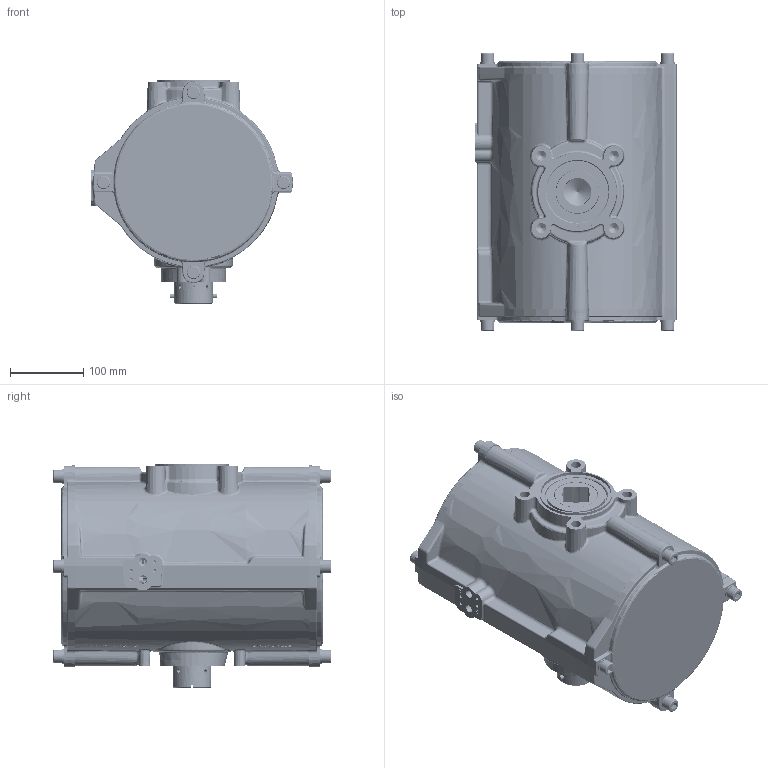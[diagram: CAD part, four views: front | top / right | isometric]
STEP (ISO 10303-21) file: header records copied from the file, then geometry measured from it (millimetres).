
FILE_DESCRIPTION((''),'2;1');
FILE_NAME('RD5205014000000.stp','2011-10-31T11:48:39',('ggavali'),(''),'Autodesk Inventor 2008','Autodesk Inventor 2008','');
FILE_SCHEMA(('AUTOMOTIVE_DESIGN { 1 0 10303 214 1 1 1 1 }'));
Length unit declared in the file: millimetre
Products named in the file (29): RD5205014000000; RG1H0A5AF000P0; PBLAG520514ZR1; PBLAG520514ZR0; MBLAG520514ZR0; 7460093-01; 7460092-01; 63216060; 6330238; 6330232; 7250256-01; 61111095; 7460080-14; MBWAD520501400; RW1H0A5EFV36GB; 7292051; 61230708; PBKOD5205000; MBKOD5205000; RK1H0A5A; 625170180; 63217210; 625170680; PBDEL5205000; RD1K0A5A0100R0; 61617207; 60545615; 63213195; 7180001
Assembly tree (39 placements, depth 5):
  RD5205014000000
    RG1H0A5AF000P0
    PBLAG520514ZR1
      PBLAG520514ZR0
        MBLAG520514ZR0
          7460093-01
          7460092-01
          63216060  x2
          6330238
          6330232
        7250256-01
        61111095
      7460080-14
    MBWAD520501400
      RW1H0A5EFV36GB
      7292051
      61230708  x2
    PBKOD5205000  x2
      MBKOD5205000
        RK1H0A5A
        625170180
        63217210
      625170680
    PBDEL5205000  x2
      RD1K0A5A0100R0
      61617207
      60545615
      63213195
    7180001  x2
Bounding box: 276 x 379 x 306.5 mm (x, y, z)
Volume: 7590323.1 mm3; surface area: 1646358.8 mm2
Topology: 44 solids, 132 shells, 3334 faces, 8181 edges, 4908 vertices
Faces by surface type: bspline 1147, cylinder 692, plane 686, cone 421, torus 333, sphere 55
Full cylindrical faces by diameter (mm): 3.5 x2, 4.917 x3, 6 x4, 6.1 x2, 6.5 x2, 9 x1, 12 x8, 13 x16, 14.6 x52, 16 x1, 18 x8, 20 x8, 29.9 x1, 30 x1, 53 x1, 60 x8, 67 x4, 69.8 x2, 76 x4, 80.6 x1, 85 x1, 88.8 x2, 91.5 x1, 92 x1, 95 x5, 95.2 x1, 96 x1, 100 x2, 110 x1, 211.4 x4
Entity records: 668615 total; most frequent: CARTESIAN_POINT 621485, ORIENTED_EDGE 10070, DIRECTION 7613, EDGE_CURVE 5035, VERTEX_POINT 3354, AXIS2_PLACEMENT_3D 3177, EDGE_LOOP 3063, FACE_OUTER_BOUND 2361
